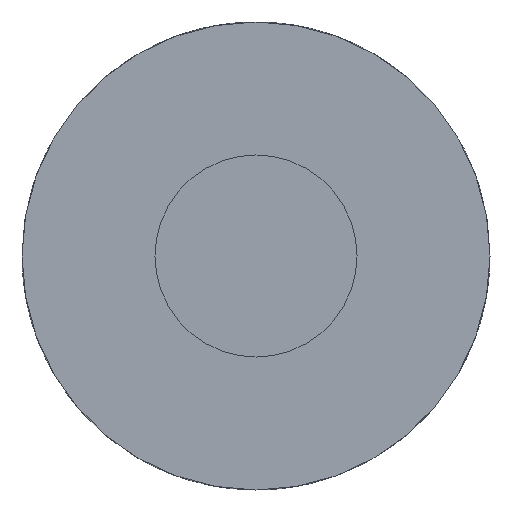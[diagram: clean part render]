
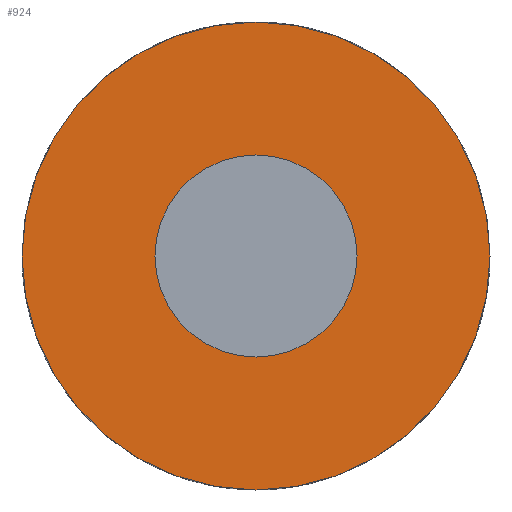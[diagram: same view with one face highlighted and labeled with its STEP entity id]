
A CAD part, front view. The second image highlights one B-rep face of the part: STEP entity #924.
In plain terms, the highlighted planar face has unit normal (0, -1, 0).
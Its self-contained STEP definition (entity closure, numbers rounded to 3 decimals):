
#128=FACE_BOUND('',#334,.T.);
#142=PLANE('',#1069);
#266=FACE_OUTER_BOUND('',#333,.T.);
#333=EDGE_LOOP('',(#840));
#334=EDGE_LOOP('',(#841));
#385=CIRCLE('',#1043,3.);
#393=CIRCLE('',#1068,1.295);
#467=VERTEX_POINT('',#1966);
#483=VERTEX_POINT('',#2235);
#574=EDGE_CURVE('',#467,#467,#385,.T.);
#603=EDGE_CURVE('',#483,#483,#393,.T.);
#840=ORIENTED_EDGE('',*,*,#574,.T.);
#841=ORIENTED_EDGE('',*,*,#603,.T.);
#924=ADVANCED_FACE('',(#266,#128),#142,.F.);
#1043=AXIS2_PLACEMENT_3D('',#1967,#1266,#1267);
#1068=AXIS2_PLACEMENT_3D('',#2236,#1320,#1321);
#1069=AXIS2_PLACEMENT_3D('',#2238,#1323,#1324);
#1266=DIRECTION('center_axis',(0.,-1.,0.));
#1267=DIRECTION('ref_axis',(1.,0.,0.));
#1320=DIRECTION('center_axis',(0.,1.,0.));
#1321=DIRECTION('ref_axis',(1.,0.,0.));
#1323=DIRECTION('center_axis',(0.,1.,0.));
#1324=DIRECTION('ref_axis',(1.,0.,0.));
#1966=CARTESIAN_POINT('',(-3.,-11.,0.));
#1967=CARTESIAN_POINT('Origin',(0.,-11.,0.));
#2235=CARTESIAN_POINT('',(-1.295,-11.,0.));
#2236=CARTESIAN_POINT('Origin',(0.,-11.,0.));
#2238=CARTESIAN_POINT('Origin',(0.,-11.,0.));
